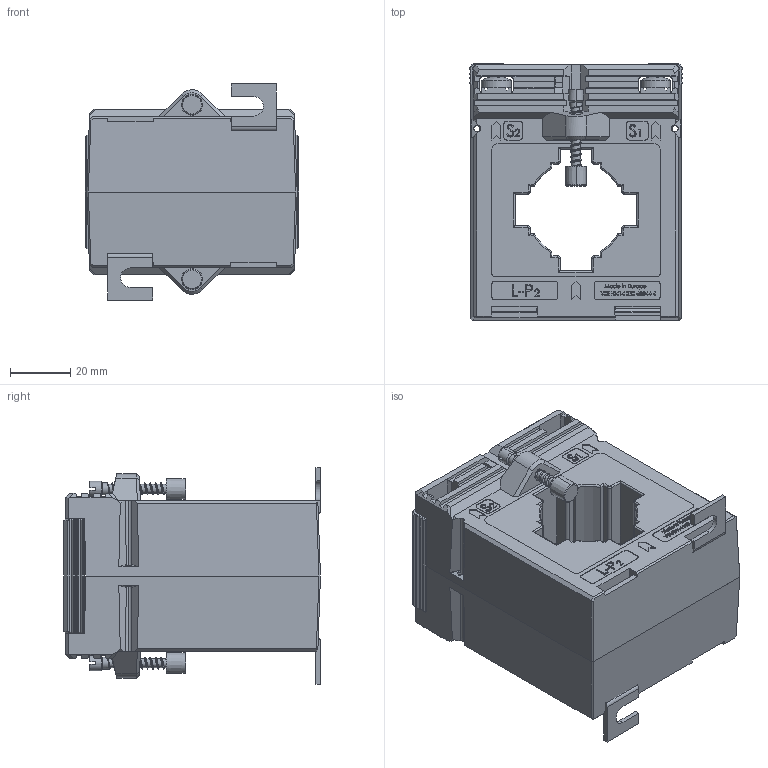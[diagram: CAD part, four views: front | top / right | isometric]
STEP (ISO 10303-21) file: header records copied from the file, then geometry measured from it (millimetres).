
FILE_DESCRIPTION (( 'STEP AP214' ), '1' );
FILE_NAME ('ASK41_5_kpl.STEP', '2012-01-12T10:48:29', ( ' ' ), ( '' ), 'SwSTEP 2.0', 'SolidWorks 2010', '' );
FILE_SCHEMA (( 'AUTOMOTIVE_DESIGN' ));
Length unit declared in the file: millimetre
Products named in the file (9): Verschlussklappe_38mm; Fusswinkel_1,5; Plastite_Schraube_30_mit-Gewinde; Isolierschutzkappe; MBS_WN-003_04_Klemme_WN-003_02; Linsenschraube DIN 7985 4.8 VZ M 5 x 10; ASK41_5_kpl; ASK41_5_11; ASK41_5_11_Gehäuseoberteil
Assembly tree (16 placements, depth 2):
  ASK41_5_kpl
    Isolierschutzkappe  x2
    Linsenschraube DIN 7985 4.8 VZ M 5 x 10  x4
    Plastite_Schraube_30_mit-Gewinde  x2
    Verschlussklappe_38mm  x2
    ASK41_5_11
    Fusswinkel_1,5  x2
    MBS_WN-003_04_Klemme_WN-003_02  x2
    ASK41_5_11_Gehäuseoberteil
Bounding box: 71 x 85.5 x 72 mm (x, y, z)
Volume: 229289.9 mm3; surface area: 58989.4 mm2
Topology: 16 solids, 16 shells, 2026 faces, 5262 edges, 3394 vertices
Faces by surface type: plane 1330, bspline 320, cylinder 250, cone 78, torus 32, sphere 16
Entity records: 73616 total; most frequent: CARTESIAN_POINT 32290, ORIENTED_EDGE 9216, DIRECTION 7027, EDGE_CURVE 4608, LINE 3459, VECTOR 3459, VERTEX_POINT 3004, EDGE_LOOP 1902
